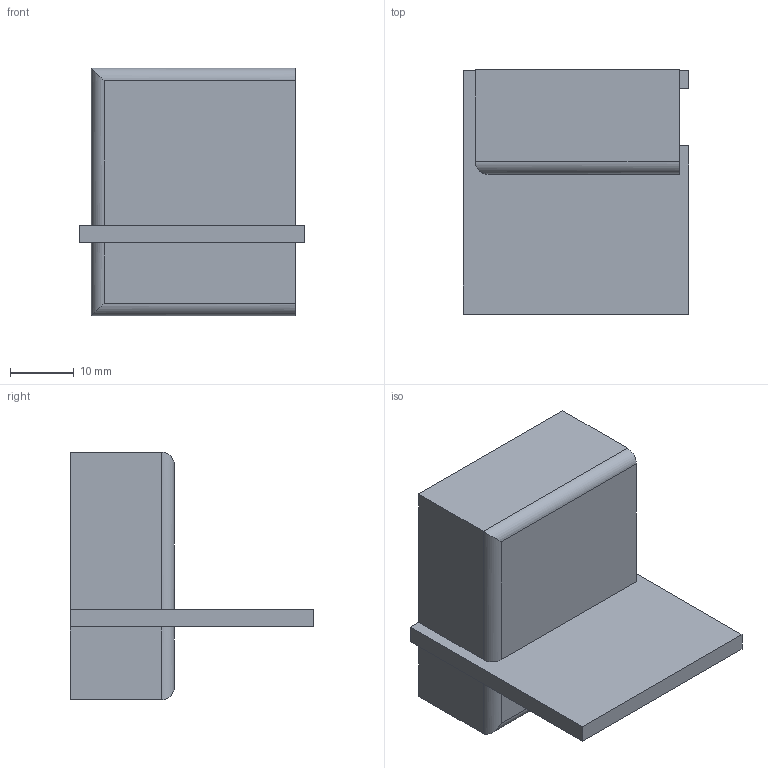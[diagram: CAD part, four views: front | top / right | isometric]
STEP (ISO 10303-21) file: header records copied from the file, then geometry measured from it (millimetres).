
FILE_DESCRIPTION(/* description */ (''),/* implementation_level */ '2;1');
FILE_NAME(/* name */ 'Motor Holder Separator.step',/* time_stamp */ '2020-03-24T18:31:33+01:00',/* author */ (''),/* organization */ (''),/* preprocessor_version */ 'ST-DEVELOPER v18',/* originating_system */ 'Autodesk Translation Framework v8.12.0.6',/* authorisation */ '');
FILE_SCHEMA (('AUTOMOTIVE_DESIGN { 1 0 10303 214 3 1 1 }'));
Length unit declared in the file: millimetre
Products named in the file (1): Motor Holder Separator
Bounding box: 35.49 x 38.4 x 39 mm (x, y, z)
Volume: 7729.8 mm3; surface area: 8615 mm2
Topology: 1 solids, 1 shells, 47 faces, 135 edges, 90 vertices
Faces by surface type: plane 36, cylinder 9, torus 2
Full cylindrical faces by diameter (mm): 4 x2, 9.5 x1
Entity records: 1589 total; most frequent: CARTESIAN_POINT 273, ORIENTED_EDGE 270, DIRECTION 259, EDGE_CURVE 135, LINE 107, VECTOR 107, VERTEX_POINT 90, AXIS2_PLACEMENT_3D 76
